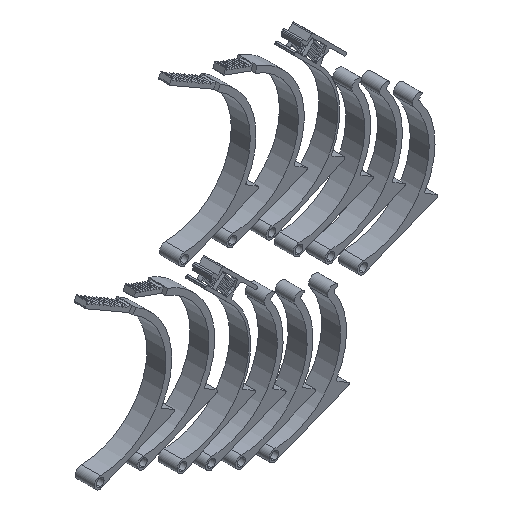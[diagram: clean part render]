
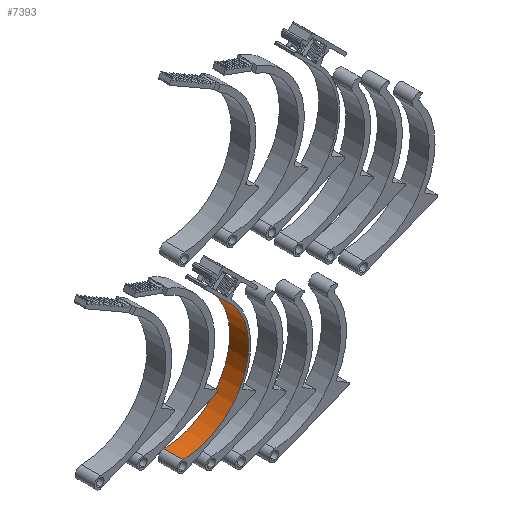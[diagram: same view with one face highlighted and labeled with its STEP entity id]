
A CAD part, isometric view. The second image highlights one B-rep face of the part: STEP entity #7393.
In plain terms, the highlighted cylindrical face has radius 45 mm (diameter 90 mm), a partial arc.
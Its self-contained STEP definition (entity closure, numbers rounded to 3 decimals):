
#328 = VECTOR ( 'NONE', #10536, 1000. ) ;
#767 = LINE ( 'NONE', #7054, #4552 ) ;
#773 = AXIS2_PLACEMENT_3D ( 'NONE', #6516, #5784, #1509 ) ;
#866 = EDGE_CURVE ( 'NONE', #6136, #3488, #9508, .T. ) ;
#1027 = CARTESIAN_POINT ( 'NONE',  ( 34.472, 13., 28.925 ) ) ;
#1419 = EDGE_CURVE ( 'NONE', #11003, #6136, #5384, .T. ) ;
#1509 = DIRECTION ( 'NONE',  ( 0., 0., 1. ) ) ;
#1761 = DIRECTION ( 'NONE',  ( 0., -1., 0. ) ) ;
#2259 = ORIENTED_EDGE ( 'NONE', *, *, #9556, .F. ) ;
#2285 = ORIENTED_EDGE ( 'NONE', *, *, #8959, .F. ) ;
#3086 = CYLINDRICAL_SURFACE ( 'NONE', #9946, 45. ) ;
#3488 = VERTEX_POINT ( 'NONE', #4839 ) ;
#4349 = CARTESIAN_POINT ( 'NONE',  ( 0., 0., 0. ) ) ;
#4552 = VECTOR ( 'NONE', #7970, 1000. ) ;
#4722 = FACE_OUTER_BOUND ( 'NONE', #9128, .T. ) ;
#4775 = DIRECTION ( 'NONE',  ( 0., -1., 0. ) ) ;
#4839 = CARTESIAN_POINT ( 'NONE',  ( 34.472, 0., 28.925 ) ) ;
#4972 = ORIENTED_EDGE ( 'NONE', *, *, #1419, .T. ) ;
#5186 = AXIS2_PLACEMENT_3D ( 'NONE', #4349, #1761, #10404 ) ;
#5384 = LINE ( 'NONE', #7076, #328 ) ;
#5513 = DIRECTION ( 'NONE',  ( 0., 0., -1. ) ) ;
#5784 = DIRECTION ( 'NONE',  ( 0., -1., 0. ) ) ;
#6136 = VERTEX_POINT ( 'NONE', #10541 ) ;
#6516 = CARTESIAN_POINT ( 'NONE',  ( 0., 13., 0. ) ) ;
#7054 = CARTESIAN_POINT ( 'NONE',  ( 34.472, 13., 28.925 ) ) ;
#7076 = CARTESIAN_POINT ( 'NONE',  ( 0., 13., -45. ) ) ;
#7314 = CARTESIAN_POINT ( 'NONE',  ( 0., 13., 0. ) ) ;
#7349 = CARTESIAN_POINT ( 'NONE',  ( 0., 13., -45. ) ) ;
#7393 = ADVANCED_FACE ( 'NONE', ( #4722 ), #3086, .F. ) ;
#7970 = DIRECTION ( 'NONE',  ( 0., -1., 0. ) ) ;
#8581 = ORIENTED_EDGE ( 'NONE', *, *, #866, .T. ) ;
#8642 = VERTEX_POINT ( 'NONE', #1027 ) ;
#8959 = EDGE_CURVE ( 'NONE', #11003, #8642, #10146, .T. ) ;
#9128 = EDGE_LOOP ( 'NONE', ( #8581, #2259, #2285, #4972 ) ) ;
#9508 = CIRCLE ( 'NONE', #5186, 45. ) ;
#9556 = EDGE_CURVE ( 'NONE', #8642, #3488, #767, .T. ) ;
#9946 = AXIS2_PLACEMENT_3D ( 'NONE', #7314, #4775, #5513 ) ;
#10146 = CIRCLE ( 'NONE', #773, 45. ) ;
#10404 = DIRECTION ( 'NONE',  ( 0., 0., 1. ) ) ;
#10536 = DIRECTION ( 'NONE',  ( 0., -1., 0. ) ) ;
#10541 = CARTESIAN_POINT ( 'NONE',  ( 0., 0., -45. ) ) ;
#11003 = VERTEX_POINT ( 'NONE', #7349 ) ;
